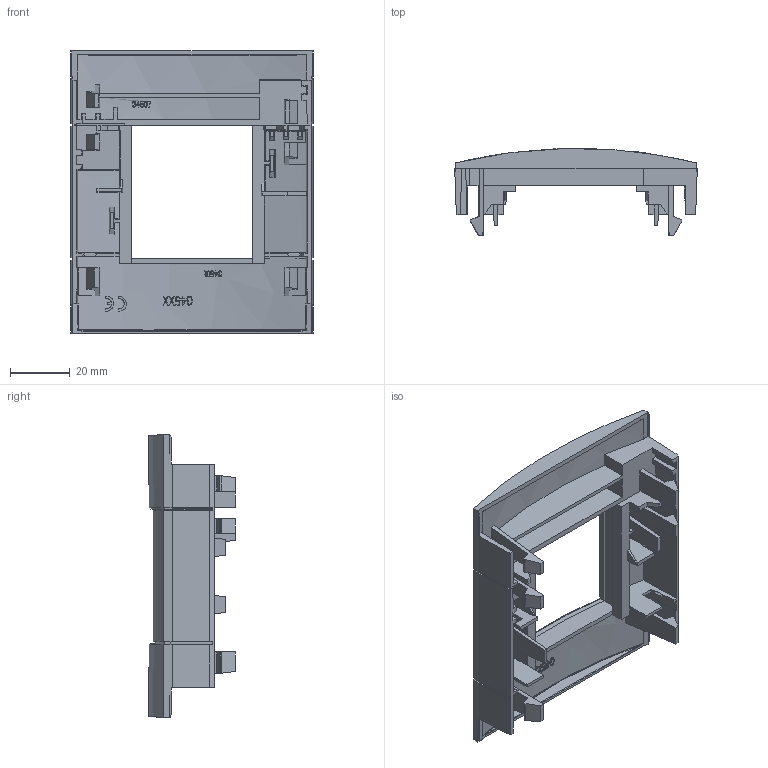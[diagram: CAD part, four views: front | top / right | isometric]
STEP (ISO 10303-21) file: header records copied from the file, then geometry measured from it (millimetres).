
FILE_DESCRIPTION((''),'2;1');
FILE_NAME('PROXY_23529-M_ASM','2022-05-10T07:39:13',('mengess'),(''),'CREO PARAMETRIC BY PTC INC, 2021304','CREO PARAMETRIC BY PTC INC, 2021304','');
FILE_SCHEMA(('AUTOMOTIVE_DESIGN { 1 0 10303 214 1 1 1 1 }'));
Length unit declared in the file: millimetre
Products named in the file (3): PROXY_22877-M; PROXY_22885-M; PROXY_23529-M_ASM
Assembly tree (2 placements, depth 2):
  PROXY_23529-M_ASM
    PROXY_22877-M
    PROXY_22885-M
Bounding box: 81.3 x 29.07 x 94.95 mm (x, y, z)
Volume: 30077.7 mm3; surface area: 36699.5 mm2
Topology: 2 solids, 8 shells, 1053 faces, 2983 edges, 1977 vertices
Faces by surface type: plane 827, cylinder 164, bspline 23, sphere 16, cone 14, extrusion 9
Entity records: 46568 total; most frequent: CARTESIAN_POINT 10040, ORIENTED_EDGE 5890, DIRECTION 4594, PRESENTATION_STYLE_ASSIGNMENT 2999, STYLED_ITEM 2999, CURVE_STYLE 2991, EDGE_CURVE 2967, VERTEX_POINT 1961
